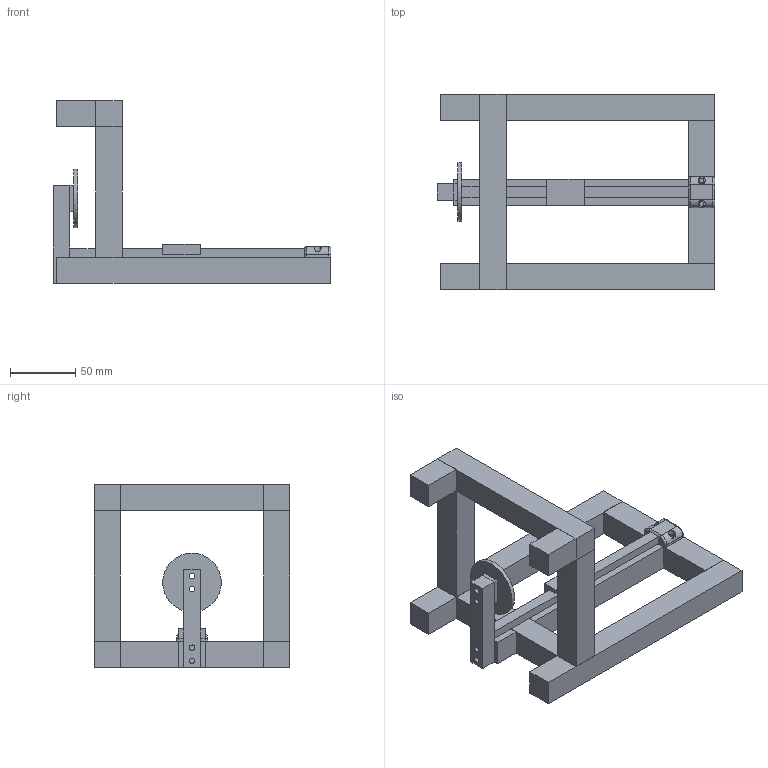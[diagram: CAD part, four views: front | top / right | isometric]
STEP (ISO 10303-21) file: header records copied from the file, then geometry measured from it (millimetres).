
FILE_DESCRIPTION(/* description */ (''),/* implementation_level */ '2;1');
FILE_NAME(/* name */ 'Rocket Motor Thrust Test Stand.step',/* time_stamp */ '2025-12-14T21:51:40+08:00',/* author */ (''),/* organization */ (''),/* preprocessor_version */ 'ST-DEVELOPER v20.1',/* originating_system */ 'Autodesk Translation Framework v14.21.0.0',/* authorisation */ '');
FILE_SCHEMA (('AUTOMOTIVE_DESIGN { 1 0 10303 214 3 1 1 }'));
Length unit declared in the file: millimetre
Products named in the file (1): Rocket Motor Thrust Test Stand
Bounding box: 212.7 x 150 x 140 mm (x, y, z)
Volume: 517702.6 mm3; surface area: 123713.1 mm2
Topology: 16 solids, 16 shells, 133 faces, 289 edges, 190 vertices
Faces by surface type: plane 108, cylinder 21, torus 4
Full cylindrical faces by diameter (mm): 3.4 x2, 4.2 x6, 8.2 x2, 45 x1
Entity records: 3708 total; most frequent: CARTESIAN_POINT 680, DIRECTION 603, ORIENTED_EDGE 578, EDGE_CURVE 289, LINE 239, VECTOR 239, VERTEX_POINT 190, AXIS2_PLACEMENT_3D 182
